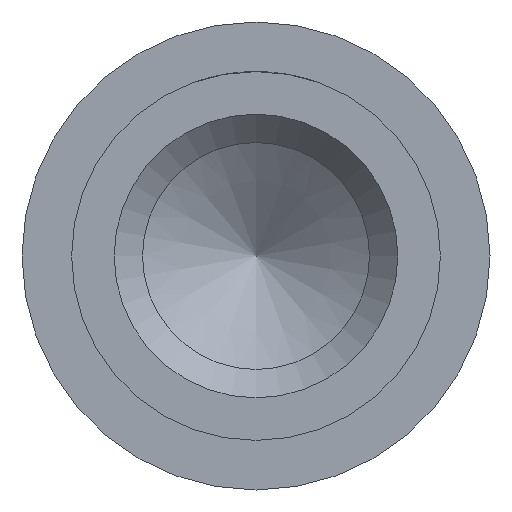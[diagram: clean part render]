
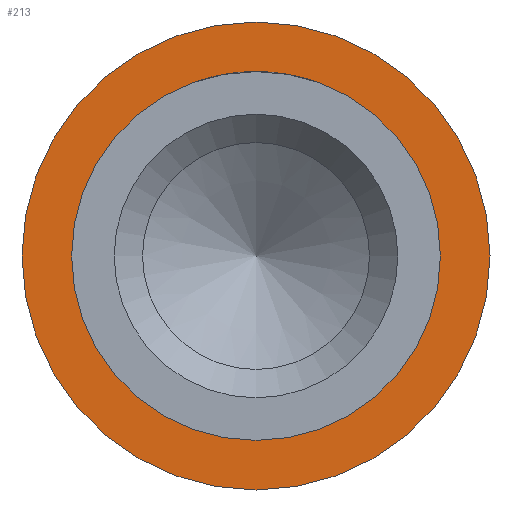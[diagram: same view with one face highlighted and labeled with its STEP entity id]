
A CAD part, front view. The second image highlights one B-rep face of the part: STEP entity #213.
In plain terms, the highlighted planar face has unit normal (0, -1, 0).
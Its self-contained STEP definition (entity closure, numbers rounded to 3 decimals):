
#213=ADVANCED_FACE('',(#273,#274),#255,.T.);
#255=PLANE('',#731);
#273=FACE_BOUND('',#323,.T.);
#274=FACE_BOUND('',#324,.T.);
#323=EDGE_LOOP('',(#391));
#324=EDGE_LOOP('',(#392));
#391=ORIENTED_EDGE('',*,*,#606,.F.);
#392=ORIENTED_EDGE('',*,*,#607,.F.);
#545=VERTEX_POINT('',#993);
#546=VERTEX_POINT('',#996);
#606=EDGE_CURVE('',#545,#545,#685,.T.);
#607=EDGE_CURVE('',#546,#546,#686,.T.);
#685=CIRCLE('',#728,1.65);
#686=CIRCLE('',#730,1.3);
#728=AXIS2_PLACEMENT_3D('',#992,#816,#817);
#730=AXIS2_PLACEMENT_3D('',#995,#820,#821);
#731=AXIS2_PLACEMENT_3D('',#997,#822,#823);
#816=DIRECTION('',(0.,1.,0.));
#817=DIRECTION('',(0.,0.,-1.));
#820=DIRECTION('',(0.,-1.,0.));
#821=DIRECTION('',(0.,0.,-1.));
#822=DIRECTION('',(0.,-1.,0.));
#823=DIRECTION('',(0.,0.,-1.));
#992=CARTESIAN_POINT('',(0.,-1.2,0.));
#993=CARTESIAN_POINT('',(0.,-1.2,-1.65));
#995=CARTESIAN_POINT('',(0.,-1.2,0.));
#996=CARTESIAN_POINT('',(0.,-1.2,-1.3));
#997=CARTESIAN_POINT('',(0.,-1.2,0.));
